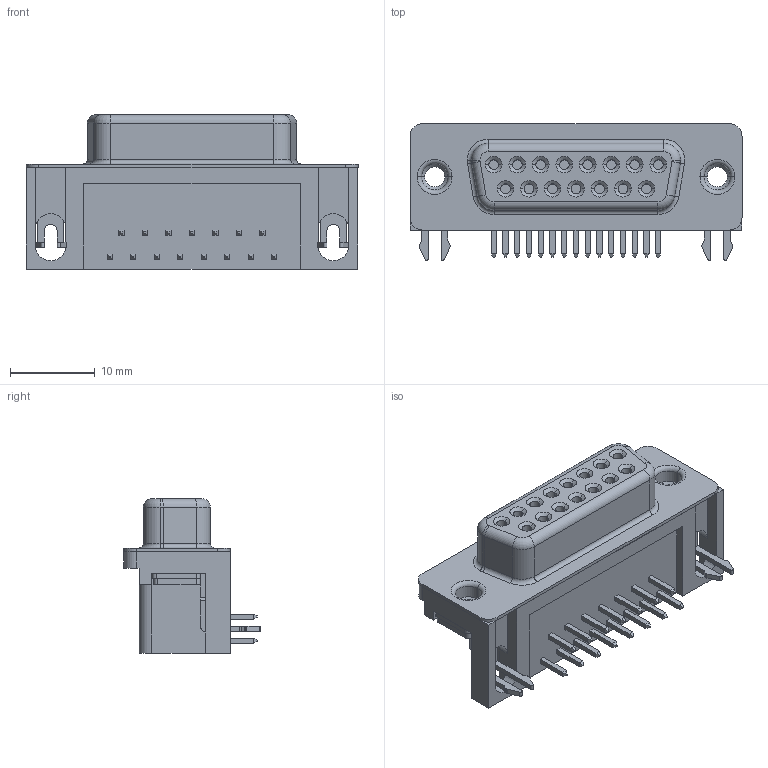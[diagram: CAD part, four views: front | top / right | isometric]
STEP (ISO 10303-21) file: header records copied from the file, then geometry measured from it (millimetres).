
FILE_DESCRIPTION (( 'STEP AP214' ), '1' );
FILE_NAME ('K22X(HT)-A15S-N_rA2(rA2).STEP', '2013-12-06T22:02:45', ( '' ), ( '' ), 'SwSTEP 2.0', 'SolidWorks 2012', '' );
FILE_SCHEMA (( 'AUTOMOTIVE_DESIGN' ));
Length unit declared in the file: millimetre
Products named in the file (1): K22X(HT)-A15S-N_rA2(rA2)
Bounding box: 39.14 x 16.11 x 18.2 mm (x, y, z)
Volume: 4991.7 mm3; surface area: 3409.8 mm2
Topology: 1 solids, 1 shells, 419 faces, 1022 edges, 632 vertices
Faces by surface type: plane 261, cylinder 105, cone 38, torus 15
Entity records: 13477 total; most frequent: DIRECTION 2137, CARTESIAN_POINT 2074, ORIENTED_EDGE 2044, EDGE_CURVE 1022, VECTOR 747, LINE 747, AXIS2_PLACEMENT_3D 695, VERTEX_POINT 632
